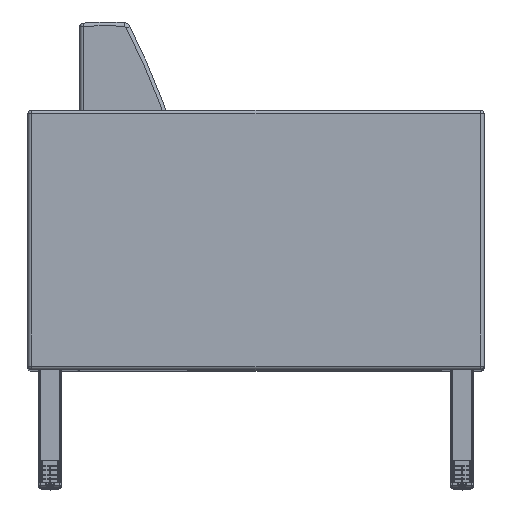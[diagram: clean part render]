
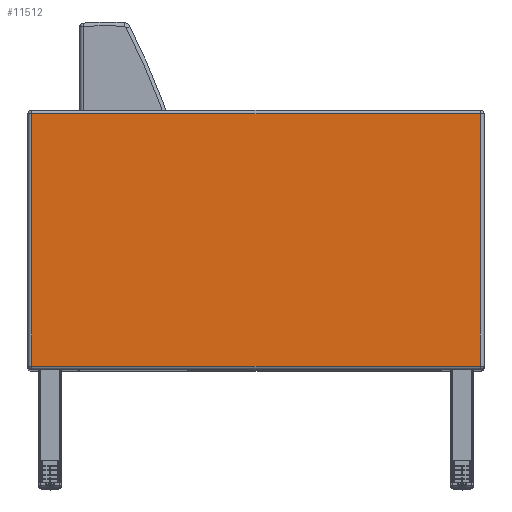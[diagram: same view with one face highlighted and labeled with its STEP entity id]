
A CAD part, top view. The second image highlights one B-rep face of the part: STEP entity #11512.
In plain terms, the highlighted planar face has unit normal (0, 0, 1).
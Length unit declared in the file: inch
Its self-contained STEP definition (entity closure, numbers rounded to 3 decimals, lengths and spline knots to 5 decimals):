
#1021=PLANE('',#12393);
#1249=LINE('',#17187,#1926);
#1251=LINE('',#17190,#1928);
#1261=LINE('',#17205,#1938);
#1263=LINE('',#17208,#1940);
#1926=VECTOR('',#13791,30.25);
#1928=VECTOR('',#13795,17.);
#1938=VECTOR('',#13815,17.);
#1940=VECTOR('',#13819,30.25);
#2874=FACE_OUTER_BOUND('',#3721,.T.);
#3721=EDGE_LOOP('',(#8029,#8030,#8031,#8032));
#5223=VERTEX_POINT('',#17123);
#5229=VERTEX_POINT('',#17137);
#5232=VERTEX_POINT('',#17144);
#5241=VERTEX_POINT('',#17165);
#6220=EDGE_CURVE('',#5232,#5241,#1249,.T.);
#6222=EDGE_CURVE('',#5241,#5229,#1251,.T.);
#6232=EDGE_CURVE('',#5223,#5232,#1261,.T.);
#6234=EDGE_CURVE('',#5229,#5223,#1263,.T.);
#8029=ORIENTED_EDGE('',*,*,#6220,.F.);
#8030=ORIENTED_EDGE('',*,*,#6232,.F.);
#8031=ORIENTED_EDGE('',*,*,#6234,.F.);
#8032=ORIENTED_EDGE('',*,*,#6222,.F.);
#11512=ADVANCED_FACE('',(#2874),#1021,.T.);
#12393=AXIS2_PLACEMENT_3D('',#17216,#13831,#13832);
#13791=DIRECTION('',(1.,0.,0.));
#13795=DIRECTION('',(0.,-1.,0.));
#13815=DIRECTION('',(0.,1.,0.));
#13819=DIRECTION('',(-1.,0.,0.));
#13831=DIRECTION('center_axis',(0.,0.,1.));
#13832=DIRECTION('ref_axis',(1.,0.,0.));
#17123=CARTESIAN_POINT('',(0.25,-17.25,8.5));
#17137=CARTESIAN_POINT('',(30.5,-17.25,8.5));
#17144=CARTESIAN_POINT('',(0.25,-0.25,8.5));
#17165=CARTESIAN_POINT('',(30.5,-0.25,8.5));
#17187=CARTESIAN_POINT('',(23.0625,-0.25,8.5));
#17190=CARTESIAN_POINT('',(30.5,-13.125,8.5));
#17205=CARTESIAN_POINT('',(0.25,-4.375,8.5));
#17208=CARTESIAN_POINT('',(7.6875,-17.25,8.5));
#17216=CARTESIAN_POINT('Origin',(15.375,-8.75,8.5));
